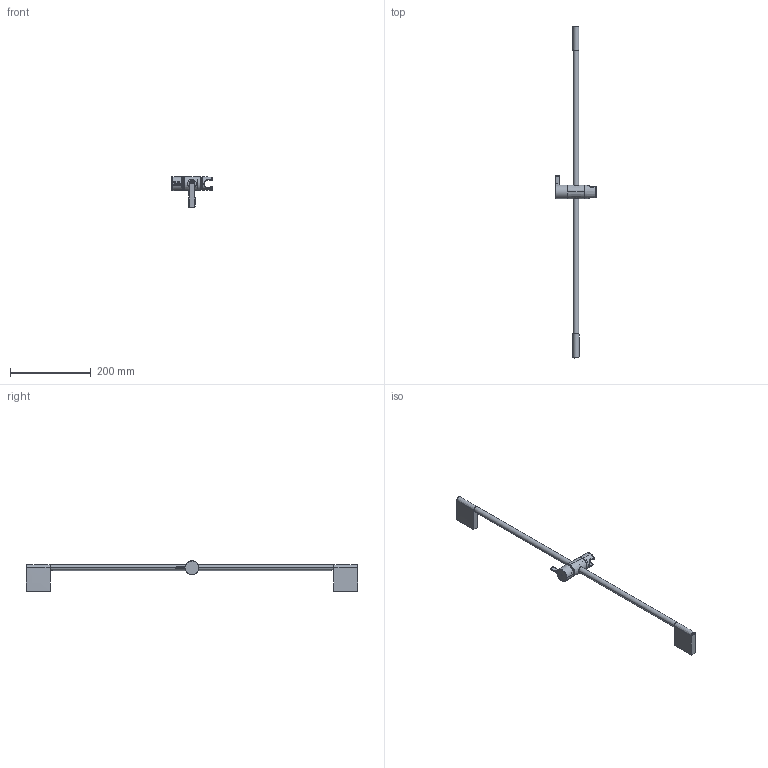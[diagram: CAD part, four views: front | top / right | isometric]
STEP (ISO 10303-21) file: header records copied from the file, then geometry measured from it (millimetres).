
FILE_DESCRIPTION((''),'2;1');
FILE_NAME('ZSAL213CR','2021-11-15T13:27:55',('ut3'),('PAFFONI SpA'),'CREO PARAMETRIC BY PTC INC, 2020044','CREO PARAMETRIC BY PTC INC, 2020044','');
FILE_SCHEMA(('CONFIG_CONTROL_DESIGN','SHAPE_APPEARANCE_LAYERS_GROUPS'));
Length unit declared in the file: millimetre
Products named in the file (1): ZSAL213CR
Bounding box: 100.36 x 820.37 x 75.02 mm (x, y, z)
Volume: 249323.7 mm3; surface area: 83843.2 mm2
Topology: 3 solids, 3 shells, 415 faces, 1137 edges, 730 vertices
Faces by surface type: cylinder 118, plane 111, bspline 93, cone 50, torus 25, sphere 18
Entity records: 27979 total; most frequent: CARTESIAN_POINT 13935, ORIENTED_EDGE 2234, DIRECTION 1617, EDGE_CURVE 1117, VERTEX_POINT 730, FILL_AREA_STYLE_COLOUR 730, FILL_AREA_STYLE 730, SURFACE_STYLE_FILL_AREA 730
